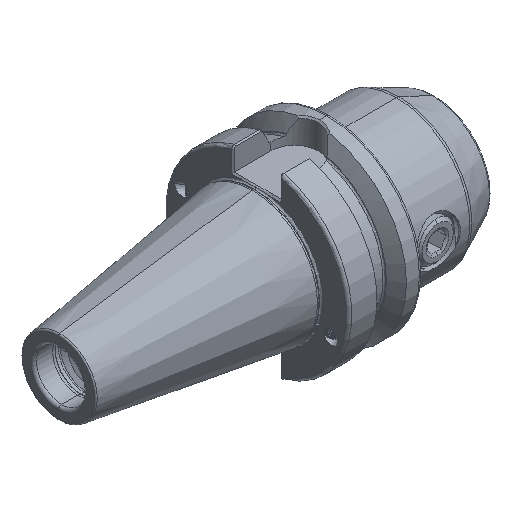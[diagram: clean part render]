
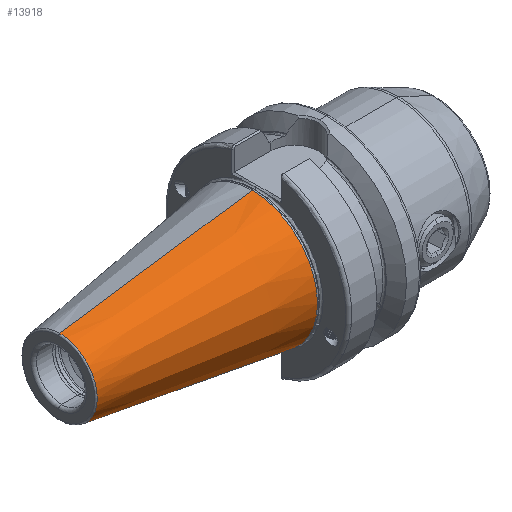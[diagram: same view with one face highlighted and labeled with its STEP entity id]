
A CAD part, isometric view. The second image highlights one B-rep face of the part: STEP entity #13918.
In plain terms, the highlighted conical face has half-angle 8.297 degrees and reference radius 22.298 mm.
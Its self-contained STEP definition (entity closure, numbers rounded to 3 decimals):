
#5205 = CARTESIAN_POINT ( 'NONE',  ( -1.5, 0., 0. ) ) ;
#5210 = DIRECTION ( 'NONE',  ( 1., 0., 0. ) ) ;
#5240 = DIRECTION ( 'NONE',  ( 0., 0., -1. ) ) ;
#8375 = CARTESIAN_POINT ( 'NONE',  ( -1.5, 0., 22.298 ) ) ;
#8450 = DIRECTION ( 'NONE',  ( 0.99, 0., 0.144 ) ) ;
#10591 = EDGE_CURVE ( 'NONE', #22173, #22279, #20274, .T. ) ;
#10682 = EDGE_CURVE ( 'NONE', #22182, #22166, #20320, .T. ) ;
#11618 = EDGE_CURVE ( 'NONE', #22279, #22166, #20809, .T. ) ;
#11630 = EDGE_CURVE ( 'NONE', #22173, #22182, #20872, .T. ) ;
#13918 = ADVANCED_FACE ( 'NONE', ( #21240 ), #21182, .T. ) ;
#14655 = CARTESIAN_POINT ( 'NONE',  ( -1.5, 0., 22.298 ) ) ;
#18143 = CARTESIAN_POINT ( 'NONE',  ( -1.5, 0., -22.298 ) ) ;
#18172 = DIRECTION ( 'NONE',  ( 0.99, 0., -0.144 ) ) ;
#19447 = AXIS2_PLACEMENT_3D ( 'NONE', #28519, #28526, #28515 ) ;
#19459 = AXIS2_PLACEMENT_3D ( 'NONE', #28503, #28534, #28530 ) ;
#19507 = AXIS2_PLACEMENT_3D ( 'NONE', #5205, #5210, #5240 ) ;
#20274 = LINE ( 'NONE', #8375, #20303 ) ;
#20303 = VECTOR ( 'NONE', #8450, 1000. ) ;
#20314 = VECTOR ( 'NONE', #18172, 1000. ) ;
#20320 = LINE ( 'NONE', #18143, #20314 ) ;
#20809 = CIRCLE ( 'NONE', #19459, 22.298 ) ;
#20868 = EDGE_LOOP ( 'NONE', ( #21263, #21277, #21287, #21273 ) ) ;
#20872 = CIRCLE ( 'NONE', #19447, 12.75 ) ;
#21182 = CONICAL_SURFACE ( 'NONE', #19507, 22.298, 0.145 ) ;
#21240 = FACE_OUTER_BOUND ( 'NONE', #20868, .T. ) ;
#21263 = ORIENTED_EDGE ( 'NONE', *, *, #10591, .F. ) ;
#21273 = ORIENTED_EDGE ( 'NONE', *, *, #11618, .F. ) ;
#21277 = ORIENTED_EDGE ( 'NONE', *, *, #11630, .T. ) ;
#21287 = ORIENTED_EDGE ( 'NONE', *, *, #10682, .T. ) ;
#22166 = VERTEX_POINT ( 'NONE', #29300 ) ;
#22173 = VERTEX_POINT ( 'NONE', #29306 ) ;
#22182 = VERTEX_POINT ( 'NONE', #29377 ) ;
#22279 = VERTEX_POINT ( 'NONE', #14655 ) ;
#28503 = CARTESIAN_POINT ( 'NONE',  ( -1.5, 0., 0. ) ) ;
#28515 = DIRECTION ( 'NONE',  ( 0., 0., -1. ) ) ;
#28519 = CARTESIAN_POINT ( 'NONE',  ( -66.972, 0., 0. ) ) ;
#28526 = DIRECTION ( 'NONE',  ( 1., 0., 0. ) ) ;
#28530 = DIRECTION ( 'NONE',  ( 0., 0., -1. ) ) ;
#28534 = DIRECTION ( 'NONE',  ( 1., 0., 0. ) ) ;
#29300 = CARTESIAN_POINT ( 'NONE',  ( -1.5, 0., -22.298 ) ) ;
#29306 = CARTESIAN_POINT ( 'NONE',  ( -66.972, 0., 12.75 ) ) ;
#29377 = CARTESIAN_POINT ( 'NONE',  ( -66.972, 0., -12.75 ) ) ;
